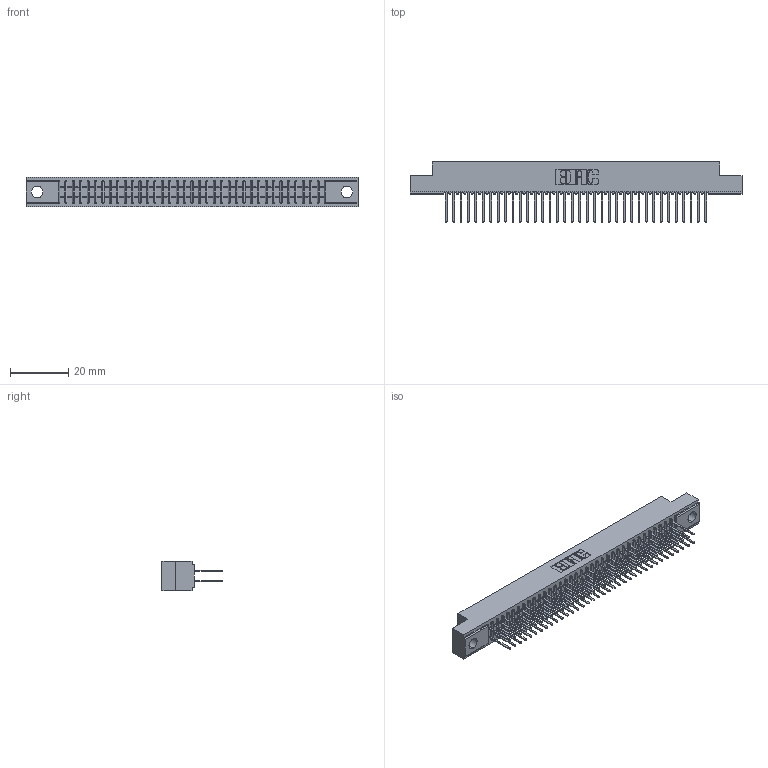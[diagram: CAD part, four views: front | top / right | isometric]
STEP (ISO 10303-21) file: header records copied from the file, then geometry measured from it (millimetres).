
FILE_DESCRIPTION (( 'STEP AP203' ), '1' );
FILE_NAME ('391-072-522-204.STEP', '2018-08-09T14:21:42', ( '' ), ( '' ), 'SwSTEP 2.0', 'SolidWorks 2016', '' );
FILE_SCHEMA (( 'CONFIG_CONTROL_DESIGN' ));
Length unit declared in the file: inch
Products named in the file (3): 341 Part_.156 (3.96) Dia Mounting Holes; 341-292-001_341-292-122; 391-072-522-204
Assembly tree (73 placements, depth 2):
  391-072-522-204
    341 Part_.156 (3.96) Dia Mounting Holes
    341-292-001_341-292-122  x72
Bounding box: 113.67 x 20.62 x 10.16 mm (x, y, z)
Volume: 8381 mm3; surface area: 15219.2 mm2
Topology: 73 solids, 73 shells, 4882 faces, 14140 edges, 9158 vertices
Faces by surface type: plane 2962, cylinder 1776, sphere 74, torus 70
Entity records: 44785 total; most frequent: CARTESIAN_POINT 7450, ORIENTED_EDGE 7400, DIRECTION 7226, EDGE_CURVE 3700, LINE 2990, VECTOR 2990, VERTEX_POINT 2342, AXIS2_PLACEMENT_3D 2118
